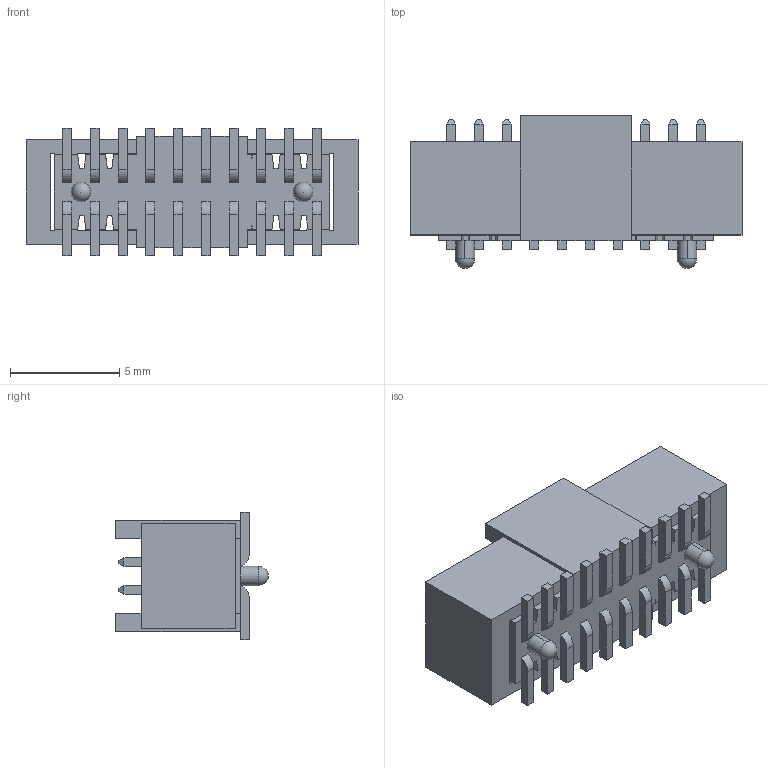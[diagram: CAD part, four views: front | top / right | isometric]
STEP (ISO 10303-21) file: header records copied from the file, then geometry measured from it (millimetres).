
FILE_DESCRIPTION (( 'STEP AP214' ), '1' );
FILE_NAME ('Samtec-$PARTNUMBER.STEP', '2015-04-01T17:14:11', ( 'Windows User' ), ( '' ), 'SwSTEP 2.0', 'SolidWorks 2015', '' );
FILE_SCHEMA (( 'AUTOMOTIVE_DESIGN' ));
Length unit declared in the file: inch
Products named in the file (1): Samtec-$PARTNUMBER
Bounding box: 15.19 x 6.99 x 5.84 mm (x, y, z)
Volume: 246.8 mm3; surface area: 691.9 mm2
Topology: 1 solids, 1 shells, 461 faces, 1211 edges, 764 vertices
Faces by surface type: plane 435, cylinder 24, sphere 2
Entity records: 17444 total; most frequent: CARTESIAN_POINT 2427, ORIENTED_EDGE 2410, DIRECTION 2177, EDGE_CURVE 1205, LINE 1157, VECTOR 1157, VERTEX_POINT 760, AXIS2_PLACEMENT_3D 510
